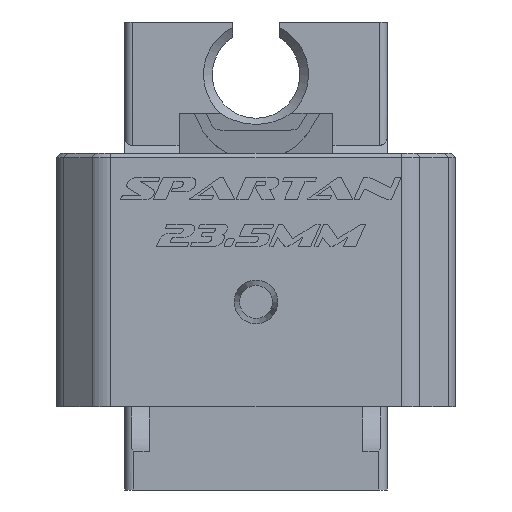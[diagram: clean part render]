
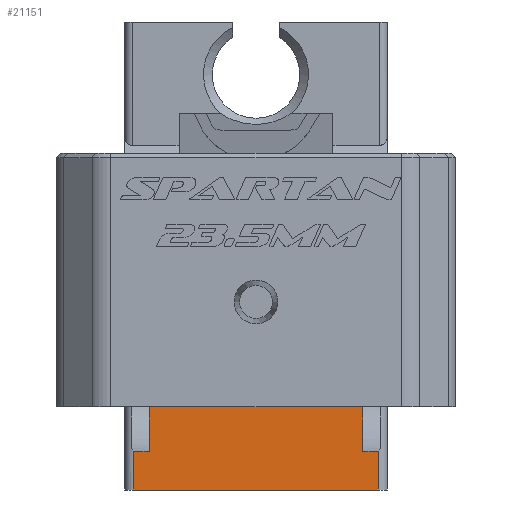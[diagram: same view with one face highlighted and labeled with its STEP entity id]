
A CAD part, left-side view. The second image highlights one B-rep face of the part: STEP entity #21151.
In plain terms, the highlighted planar face has unit normal (-1, 0, 0).
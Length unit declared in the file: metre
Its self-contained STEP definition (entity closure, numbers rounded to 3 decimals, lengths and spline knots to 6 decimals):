
#1604=LINE('',#30358,#3891);
#1612=LINE('',#30407,#3899);
#1614=LINE('',#30464,#3901);
#1616=LINE('',#30467,#3903);
#1850=LINE('',#34089,#4137);
#1853=LINE('',#34097,#4140);
#1854=LINE('',#34099,#4141);
#1855=LINE('',#34100,#4142);
#3891=VECTOR('',#24067,1.);
#3899=VECTOR('',#24085,1.);
#3901=VECTOR('',#24087,1.);
#3903=VECTOR('',#24091,1.);
#4137=VECTOR('',#24591,1.);
#4140=VECTOR('',#24602,1.);
#4141=VECTOR('',#24605,1.);
#4142=VECTOR('',#24606,1.);
#7700=ORIENTED_EDGE('',*,*,#13454,.T.);
#7701=ORIENTED_EDGE('',*,*,#13042,.F.);
#7702=ORIENTED_EDGE('',*,*,#13459,.F.);
#7703=ORIENTED_EDGE('',*,*,#13057,.F.);
#7704=ORIENTED_EDGE('',*,*,#13458,.T.);
#7705=ORIENTED_EDGE('',*,*,#13460,.T.);
#7706=ORIENTED_EDGE('',*,*,#13069,.T.);
#7707=ORIENTED_EDGE('',*,*,#13067,.T.);
#13042=EDGE_CURVE('',#16206,#16207,#1604,.T.);
#13057=EDGE_CURVE('',#16219,#16220,#1612,.T.);
#13067=EDGE_CURVE('',#16223,#16225,#1614,.T.);
#13069=EDGE_CURVE('',#16226,#16223,#1616,.T.);
#13454=EDGE_CURVE('',#16225,#16207,#1850,.T.);
#13458=EDGE_CURVE('',#16219,#16429,#1853,.T.);
#13459=EDGE_CURVE('',#16220,#16206,#1854,.T.);
#13460=EDGE_CURVE('',#16429,#16226,#1855,.T.);
#16206=VERTEX_POINT('',#30357);
#16207=VERTEX_POINT('',#30359);
#16219=VERTEX_POINT('',#30408);
#16220=VERTEX_POINT('',#30409);
#16223=VERTEX_POINT('',#30453);
#16225=VERTEX_POINT('',#30463);
#16226=VERTEX_POINT('',#30468);
#16429=VERTEX_POINT('',#34096);
#17969=EDGE_LOOP('',(#7700,#7701,#7702,#7703,#7704,#7705,#7706,#7707));
#19212=FACE_BOUND('',#17969,.T.);
#20312=PLANE('',#22285);
#21151=ADVANCED_FACE('',(#19212),#20312,.F.);
#22285=AXIS2_PLACEMENT_3D('',#34098,#24603,#24604);
#24067=DIRECTION('',(0.,-1.,0.));
#24085=DIRECTION('',(0.,-1.,0.));
#24087=DIRECTION('',(0.,1.,0.));
#24091=DIRECTION('',(0.,0.,1.));
#24591=DIRECTION('',(0.,0.,1.));
#24602=DIRECTION('',(0.,0.,-1.));
#24603=DIRECTION('',(1.,0.,0.));
#24604=DIRECTION('',(0.,1.,0.));
#24605=DIRECTION('',(0.,0.,1.));
#24606=DIRECTION('',(0.,-1.,0.));
#30357=CARTESIAN_POINT('',(0.013,0.0122,-0.002));
#30358=CARTESIAN_POINT('',(0.013,0.0122,-0.002));
#30359=CARTESIAN_POINT('',(0.013,-0.0122,-0.002));
#30407=CARTESIAN_POINT('',(0.013,0.0142,-0.007074));
#30408=CARTESIAN_POINT('',(0.013,0.014,-0.007074));
#30409=CARTESIAN_POINT('',(0.013,0.0122,-0.007074));
#30453=CARTESIAN_POINT('',(0.013,-0.014,-0.007074));
#30463=CARTESIAN_POINT('',(0.013,-0.0122,-0.007074));
#30464=CARTESIAN_POINT('',(0.013,-0.0142,-0.007074));
#30467=CARTESIAN_POINT('',(0.013,-0.014,-0.0095));
#30468=CARTESIAN_POINT('',(0.013,-0.014,-0.0115));
#34089=CARTESIAN_POINT('',(0.013,-0.0122,0.));
#34096=CARTESIAN_POINT('',(0.013,0.014,-0.0115));
#34097=CARTESIAN_POINT('',(0.013,0.014,-0.0095));
#34098=CARTESIAN_POINT('',(0.013,0.,-0.0095));
#34099=CARTESIAN_POINT('',(0.013,0.0122,0.));
#34100=CARTESIAN_POINT('',(0.013,0.,-0.0115));
